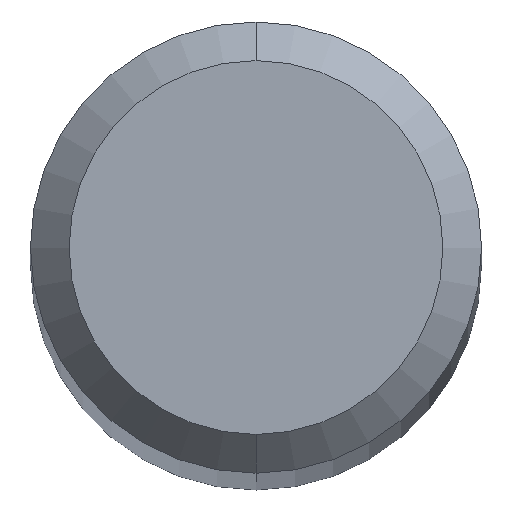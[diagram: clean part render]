
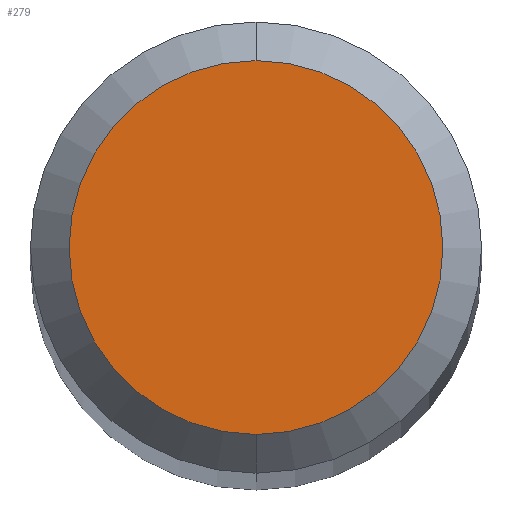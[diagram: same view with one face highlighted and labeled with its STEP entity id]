
A CAD part, top view. The second image highlights one B-rep face of the part: STEP entity #279.
In plain terms, the highlighted planar face has unit normal (0, 0, 1).
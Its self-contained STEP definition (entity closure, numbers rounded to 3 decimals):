
#225=VERTEX_POINT('',#614);
#251=EDGE_CURVE('',#225,#269,#641,.T.);
#269=VERTEX_POINT('',#661);
#279=ADVANCED_FACE('',(#671),#672,.T.);
#355=EDGE_CURVE('',#269,#225,#755,.T.);
#614=CARTESIAN_POINT('',(0.,-1.45,0.0));
#641=CIRCLE('',#1088,1.45);
#661=CARTESIAN_POINT('',(0.0,1.45,0.0));
#671=FACE_OUTER_BOUND('',#1168,.T.);
#672=PLANE('',#1169);
#755=CIRCLE('',#1329,1.45);
#1088=AXIS2_PLACEMENT_3D('',#1815,#1816,#1817);
#1168=EDGE_LOOP('',(#1842,#1843));
#1169=AXIS2_PLACEMENT_3D('',#1844,#1845,#1846);
#1329=AXIS2_PLACEMENT_3D('',#1942,#1943,#1944);
#1815=CARTESIAN_POINT('',(0.0,0.0,0.0));
#1816=DIRECTION('',(0.0,0.0,-1.0));
#1817=DIRECTION('',(0.0,1.0,0.0));
#1842=ORIENTED_EDGE('',*,*,#355,.F.);
#1843=ORIENTED_EDGE('',*,*,#251,.F.);
#1844=CARTESIAN_POINT('',(0.0,0.725,0.0));
#1845=DIRECTION('',(-0.0,0.0,1.0));
#1846=DIRECTION('',(0.0,-1.0,0.0));
#1942=CARTESIAN_POINT('',(0.0,0.0,0.0));
#1943=DIRECTION('',(0.0,0.0,-1.0));
#1944=DIRECTION('',(0.0,1.0,0.0));
